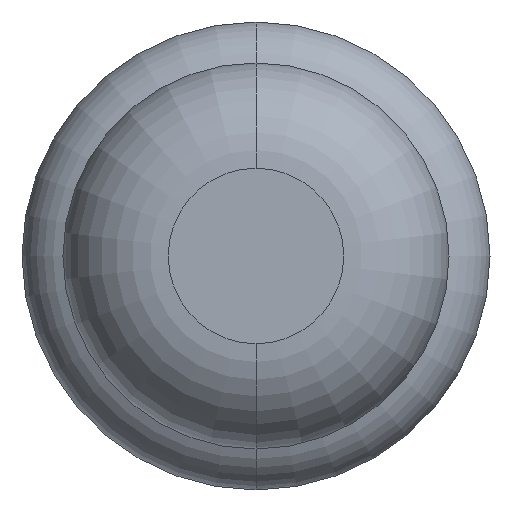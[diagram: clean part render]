
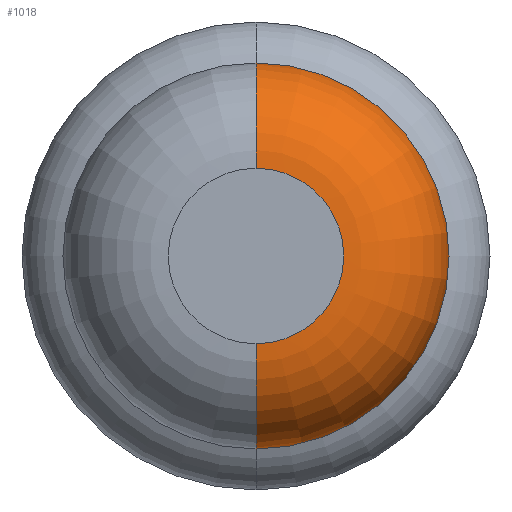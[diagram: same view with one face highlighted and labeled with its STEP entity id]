
A CAD part, front view. The second image highlights one B-rep face of the part: STEP entity #1018.
In plain terms, the highlighted toroidal (fillet/blend) face has major radius 0.375 mm and minor radius 0.45 mm.
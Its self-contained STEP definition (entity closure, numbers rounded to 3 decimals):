
#14 = TOROIDAL_SURFACE ( 'NONE', #1558, 0.375, 0.45 ) ;
#73 = DIRECTION ( 'NONE',  ( 0., 0., 1. ) ) ;
#77 = CARTESIAN_POINT ( 'NONE',  ( 0., -27.4, -0.375 ) ) ;
#136 = CARTESIAN_POINT ( 'NONE',  ( 0., -26.95, 0. ) ) ;
#177 = EDGE_CURVE ( 'Defeature ausgef�hrt1_5+Defeature ausgef�hrt1_4+Defeature ausgef�hrt1_4+Defeature ausgef�hrt1_4', #2436, #2071, #1651, .T. ) ;
#313 = CARTESIAN_POINT ( 'NONE',  ( 0., -26.95, -0.375 ) ) ;
#362 = CIRCLE ( 'NONE', #2216, 0.825 ) ;
#371 = DIRECTION ( 'NONE',  ( 0., 1., 0. ) ) ;
#462 = CIRCLE ( 'NONE', #2686, 0.45 ) ;
#534 = EDGE_CURVE ( 'Defeature ausgef�hrt1_6+Defeature ausgef�hrt1_5+Defeature ausgef�hrt1_5+Defeature ausgef�hrt1_5', #2688, #2709, #362, .T. ) ;
#544 = ORIENTED_EDGE ( 'NONE', *, *, #2529, .T. ) ;
#629 = ORIENTED_EDGE ( 'NONE', *, *, #2656, .F. ) ;
#671 = DIRECTION ( 'NONE',  ( 0., 1., 0. ) ) ;
#987 = CARTESIAN_POINT ( 'NONE',  ( 0., -26.95, 0.825 ) ) ;
#1018 = ADVANCED_FACE ( 'Defeature ausgef�hrt1_5', ( #2207 ), #14, .T. ) ;
#1064 = CARTESIAN_POINT ( 'NONE',  ( 0., -27.4, 0. ) ) ;
#1558 = AXIS2_PLACEMENT_3D ( 'NONE', #3248, #371, #3279 ) ;
#1584 = CARTESIAN_POINT ( 'NONE',  ( 0., -27.4, 0.375 ) ) ;
#1651 = CIRCLE ( 'NONE', #2451, 0.375 ) ;
#1652 = DIRECTION ( 'NONE',  ( -1., 0., 0. ) ) ;
#2071 = VERTEX_POINT ( 'NONE', #77 ) ;
#2199 = ORIENTED_EDGE ( 'NONE', *, *, #534, .F. ) ;
#2207 = FACE_OUTER_BOUND ( 'NONE', #2703, .T. ) ;
#2216 = AXIS2_PLACEMENT_3D ( 'NONE', #136, #671, #2792 ) ;
#2291 = CARTESIAN_POINT ( 'NONE',  ( 0., -26.95, -0.825 ) ) ;
#2358 = DIRECTION ( 'NONE',  ( 0., 0., 1. ) ) ;
#2378 = DIRECTION ( 'NONE',  ( 0., 0., -1. ) ) ;
#2436 = VERTEX_POINT ( 'NONE', #1584 ) ;
#2451 = AXIS2_PLACEMENT_3D ( 'NONE', #1064, #3145, #2358 ) ;
#2510 = ORIENTED_EDGE ( 'NONE', *, *, #177, .T. ) ;
#2522 = CIRCLE ( 'NONE', #2922, 0.45 ) ;
#2529 = EDGE_CURVE ( 'NONE', #2071, #2709, #462, .T. ) ;
#2656 = EDGE_CURVE ( 'NONE', #2436, #2688, #2522, .T. ) ;
#2686 = AXIS2_PLACEMENT_3D ( 'NONE', #313, #2924, #2378 ) ;
#2688 = VERTEX_POINT ( 'NONE', #987 ) ;
#2703 = EDGE_LOOP ( 'NONE', ( #2510, #544, #2199, #629 ) ) ;
#2709 = VERTEX_POINT ( 'NONE', #2291 ) ;
#2792 = DIRECTION ( 'NONE',  ( 0., 0., 1. ) ) ;
#2922 = AXIS2_PLACEMENT_3D ( 'NONE', #3208, #1652, #73 ) ;
#2924 = DIRECTION ( 'NONE',  ( 1., 0., 0. ) ) ;
#3145 = DIRECTION ( 'NONE',  ( 0., 1., 0. ) ) ;
#3208 = CARTESIAN_POINT ( 'NONE',  ( 0., -26.95, 0.375 ) ) ;
#3248 = CARTESIAN_POINT ( 'NONE',  ( 0., -26.95, 0. ) ) ;
#3279 = DIRECTION ( 'NONE',  ( 0., 0., 1. ) ) ;
